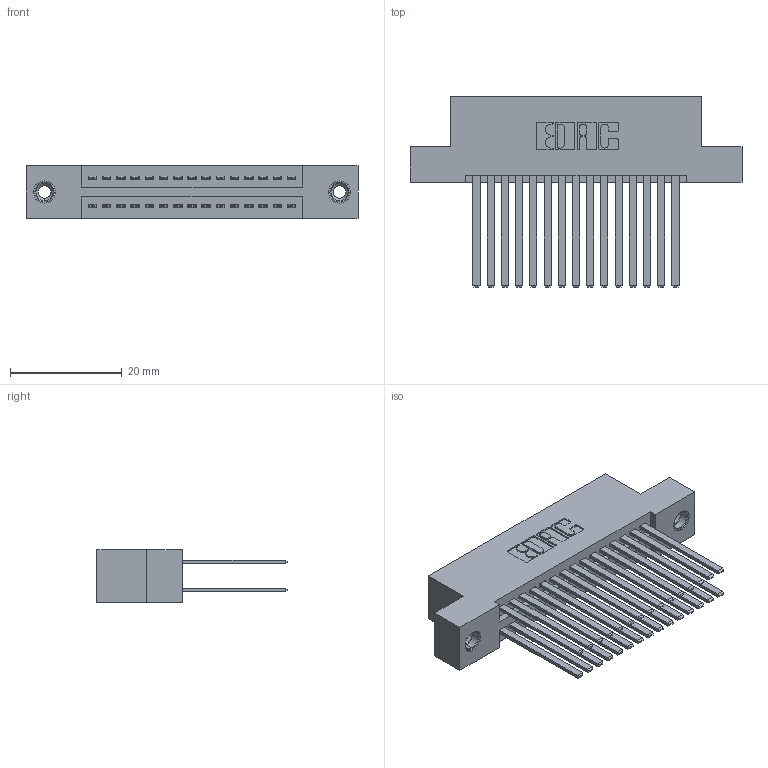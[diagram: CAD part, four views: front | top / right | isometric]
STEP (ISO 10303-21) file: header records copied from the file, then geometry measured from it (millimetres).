
FILE_DESCRIPTION (( 'STEP AP203' ), '1' );
FILE_NAME ('395-030-544-208.STEP', '2019-10-17T14:36:36', ( '' ), ( '' ), 'SwSTEP 2.0', 'SolidWorks 2016', '' );
FILE_SCHEMA (( 'CONFIG_CONTROL_DESIGN' ));
Length unit declared in the file: inch
Products named in the file (4): 345-292-001_345-293-144; 345-250-001_345-250-003-102; 395-030-544-208; 345 Part_Flush Mounting Lugs - 0.156 Dia-TI
Assembly tree (33 placements, depth 2):
  395-030-544-208
    345 Part_Flush Mounting Lugs - 0.156 Dia-TI
    345-292-001_345-293-144  x30
    345-250-001_345-250-003-102  x2
Bounding box: 59.31 x 33.96 x 9.4 mm (x, y, z)
Volume: 5924.7 mm3; surface area: 9480.8 mm2
Topology: 33 solids, 33 shells, 1506 faces, 4407 edges, 2890 vertices
Faces by surface type: plane 982, cylinder 508, cone 12, torus 4
Entity records: 16406 total; most frequent: CARTESIAN_POINT 2755, ORIENTED_EDGE 2682, DIRECTION 2487, EDGE_CURVE 1341, LINE 1133, VECTOR 1133, VERTEX_POINT 888, AXIS2_PLACEMENT_3D 677
